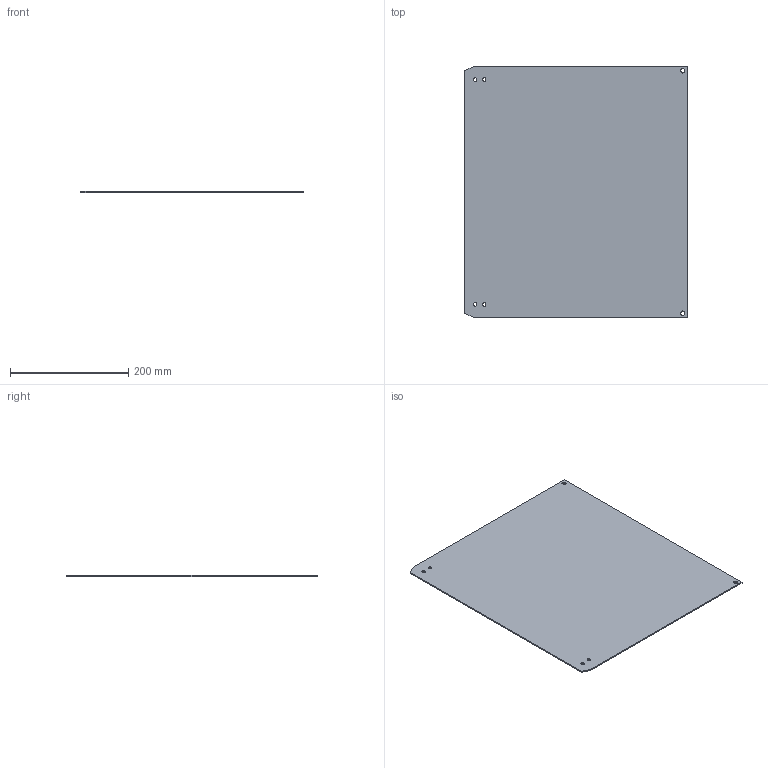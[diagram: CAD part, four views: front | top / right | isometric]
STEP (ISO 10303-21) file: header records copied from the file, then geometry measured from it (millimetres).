
FILE_DESCRIPTION (( 'STEP AP214' ), '1' );
FILE_NAME ('ABP-1816USOPK-P10.STEP', '2019-02-22T19:27:45', ( '' ), ( '' ), 'SwSTEP 2.0', 'SolidWorks 2018', '' );
FILE_SCHEMA (( 'AUTOMOTIVE_DESIGN' ));
Length unit declared in the file: inch
Products named in the file (1): ABP-1816USOPK-P10
Bounding box: 377.95 x 425.45 x 2.03 mm (x, y, z)
Volume: 326122.5 mm3; surface area: 324472.3 mm2
Topology: 1 solids, 1 shells, 32 faces, 90 edges, 60 vertices
Faces by surface type: plane 20, cylinder 12
Entity records: 1102 total; most frequent: CARTESIAN_POINT 183, ORIENTED_EDGE 180, DIRECTION 180, EDGE_CURVE 90, LINE 66, VECTOR 66, VERTEX_POINT 60, AXIS2_PLACEMENT_3D 57
